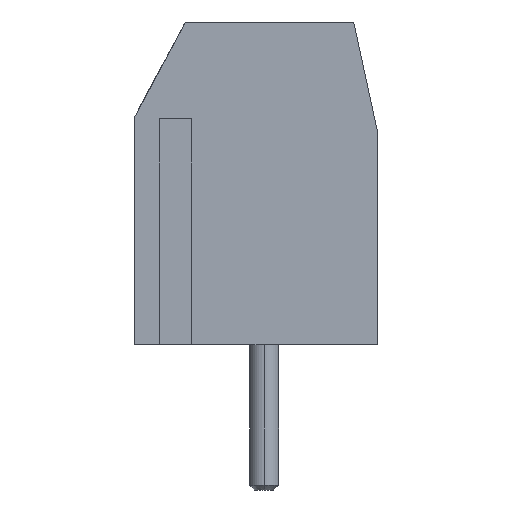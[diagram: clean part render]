
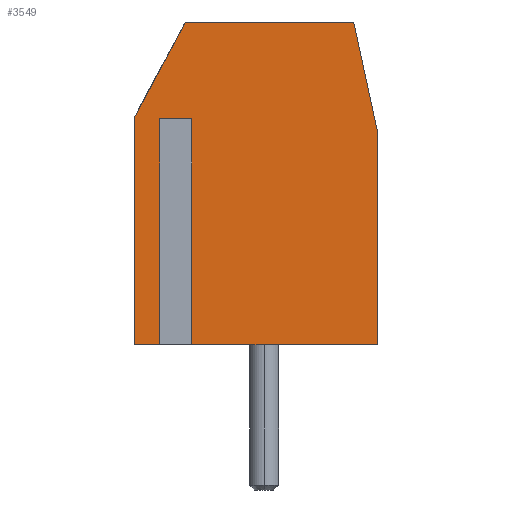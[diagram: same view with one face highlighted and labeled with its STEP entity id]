
A CAD part, left-side view. The second image highlights one B-rep face of the part: STEP entity #3549.
In plain terms, the highlighted planar face has unit normal (-1, 0, 0).
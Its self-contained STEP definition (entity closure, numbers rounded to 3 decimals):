
#14 = CARTESIAN_POINT ( 'NONE',  ( -5., -3.75, 6.659 ) ) ;
#75 = CARTESIAN_POINT ( 'NONE',  ( -5., 2.787, 0. ) ) ;
#104 = VERTEX_POINT ( 'NONE', #4140 ) ;
#119 = EDGE_LOOP ( 'NONE', ( #1809, #2392, #462, #3697 ) ) ;
#299 = LINE ( 'NONE', #2613, #2804 ) ;
#335 = EDGE_CURVE ( 'NONE', #3284, #2186, #2048, .T. ) ;
#462 = ORIENTED_EDGE ( 'NONE', *, *, #1353, .F. ) ;
#585 = DIRECTION ( 'NONE',  ( 0., 1., 0. ) ) ;
#613 = DIRECTION ( 'NONE',  ( 0., 0.211, 0.977 ) ) ;
#623 = EDGE_CURVE ( 'NONE', #104, #3330, #2697, .T. ) ;
#647 = CARTESIAN_POINT ( 'NONE',  ( -5., 2.187, 7. ) ) ;
#659 = FACE_BOUND ( 'NONE', #119, .T. ) ;
#663 = CARTESIAN_POINT ( 'NONE',  ( -5., 3.75, -0.001 ) ) ;
#668 = DIRECTION ( 'NONE',  ( 0., 0., -1. ) ) ;
#686 = DIRECTION ( 'NONE',  ( -1., 0., 0. ) ) ;
#708 = DIRECTION ( 'NONE',  ( 0., 0., 1. ) ) ;
#721 = EDGE_CURVE ( 'NONE', #2186, #2575, #1008, .T. ) ;
#1008 = LINE ( 'NONE', #1379, #4294 ) ;
#1028 = ORIENTED_EDGE ( 'NONE', *, *, #623, .T. ) ;
#1051 = DIRECTION ( 'NONE',  ( 0., 0., -1. ) ) ;
#1087 = LINE ( 'NONE', #647, #2481 ) ;
#1091 = VERTEX_POINT ( 'NONE', #1276 ) ;
#1107 = EDGE_CURVE ( 'NONE', #3330, #3284, #299, .T. ) ;
#1155 = VERTEX_POINT ( 'NONE', #663 ) ;
#1276 = CARTESIAN_POINT ( 'NONE',  ( -5., 2.187, 0. ) ) ;
#1291 = DIRECTION ( 'NONE',  ( 0., 1., 0. ) ) ;
#1309 = EDGE_CURVE ( 'NONE', #2575, #1155, #3386, .T. ) ;
#1315 = DIRECTION ( 'NONE',  ( 0., -1., 0. ) ) ;
#1353 = EDGE_CURVE ( 'NONE', #1892, #3086, #3025, .T. ) ;
#1379 = CARTESIAN_POINT ( 'NONE',  ( -5., 2.187, 10. ) ) ;
#1380 = DIRECTION ( 'NONE',  ( 0., -1., 0. ) ) ;
#1407 = AXIS2_PLACEMENT_3D ( 'NONE', #2660, #686, #2251 ) ;
#1415 = EDGE_CURVE ( 'NONE', #1892, #1823, #1087, .T. ) ;
#1417 = VECTOR ( 'NONE', #1315, 1000. ) ;
#1486 = CARTESIAN_POINT ( 'NONE',  ( -5., -3.75, 0.099 ) ) ;
#1685 = CARTESIAN_POINT ( 'NONE',  ( -5., 2.187, 10. ) ) ;
#1809 = ORIENTED_EDGE ( 'NONE', *, *, #3506, .T. ) ;
#1813 = ORIENTED_EDGE ( 'NONE', *, *, #335, .T. ) ;
#1823 = VERTEX_POINT ( 'NONE', #3802 ) ;
#1860 = DIRECTION ( 'NONE',  ( 0., 0., -1. ) ) ;
#1875 = CARTESIAN_POINT ( 'NONE',  ( -5., 2.787, 7. ) ) ;
#1892 = VERTEX_POINT ( 'NONE', #1875 ) ;
#2044 = EDGE_CURVE ( 'NONE', #3086, #1091, #4664, .T. ) ;
#2048 = LINE ( 'NONE', #4861, #2708 ) ;
#2186 = VERTEX_POINT ( 'NONE', #1685 ) ;
#2251 = DIRECTION ( 'NONE',  ( 0., 0., 1. ) ) ;
#2392 = ORIENTED_EDGE ( 'NONE', *, *, #2044, .F. ) ;
#2481 = VECTOR ( 'NONE', #1380, 1000. ) ;
#2575 = VERTEX_POINT ( 'NONE', #4212 ) ;
#2613 = CARTESIAN_POINT ( 'NONE',  ( -5., -3.028, 10. ) ) ;
#2660 = CARTESIAN_POINT ( 'NONE',  ( -5., 0., 0. ) ) ;
#2697 = LINE ( 'NONE', #1486, #2827 ) ;
#2708 = VECTOR ( 'NONE', #1291, 1000. ) ;
#2800 = VECTOR ( 'NONE', #1051, 1000. ) ;
#2804 = VECTOR ( 'NONE', #613, 1000. ) ;
#2827 = VECTOR ( 'NONE', #708, 1000. ) ;
#3016 = CARTESIAN_POINT ( 'NONE',  ( -5., 2.187, 7. ) ) ;
#3025 = LINE ( 'NONE', #4233, #4776 ) ;
#3045 = CARTESIAN_POINT ( 'NONE',  ( -5., 3.75, 7.083 ) ) ;
#3086 = VERTEX_POINT ( 'NONE', #75 ) ;
#3201 = LINE ( 'NONE', #4095, #3547 ) ;
#3284 = VERTEX_POINT ( 'NONE', #3509 ) ;
#3330 = VERTEX_POINT ( 'NONE', #14 ) ;
#3386 = LINE ( 'NONE', #3045, #4205 ) ;
#3506 = EDGE_CURVE ( 'NONE', #1823, #1091, #4982, .T. ) ;
#3509 = CARTESIAN_POINT ( 'NONE',  ( -5., -3.028, 10. ) ) ;
#3531 = ORIENTED_EDGE ( 'NONE', *, *, #721, .T. ) ;
#3547 = VECTOR ( 'NONE', #585, 1000. ) ;
#3549 = ADVANCED_FACE ( 'NONE', ( #3717, #659 ), #4193, .T. ) ;
#3673 = DIRECTION ( 'NONE',  ( 0., 0.472, -0.881 ) ) ;
#3697 = ORIENTED_EDGE ( 'NONE', *, *, #1415, .T. ) ;
#3717 = FACE_OUTER_BOUND ( 'NONE', #3953, .T. ) ;
#3802 = CARTESIAN_POINT ( 'NONE',  ( -5., 2.187, 7. ) ) ;
#3953 = EDGE_LOOP ( 'NONE', ( #4452, #1028, #5039, #1813, #3531, #4348 ) ) ;
#4095 = CARTESIAN_POINT ( 'NONE',  ( -5., -3.75, -0.001 ) ) ;
#4100 = EDGE_CURVE ( 'NONE', #104, #1155, #3201, .T. ) ;
#4140 = CARTESIAN_POINT ( 'NONE',  ( -5., -3.75, -0.001 ) ) ;
#4193 = PLANE ( 'NONE',  #1407 ) ;
#4205 = VECTOR ( 'NONE', #1860, 1000. ) ;
#4212 = CARTESIAN_POINT ( 'NONE',  ( -5., 3.75, 7.083 ) ) ;
#4233 = CARTESIAN_POINT ( 'NONE',  ( -5., 2.787, 7. ) ) ;
#4294 = VECTOR ( 'NONE', #3673, 1000. ) ;
#4302 = CARTESIAN_POINT ( 'NONE',  ( -5., 2.187, 0. ) ) ;
#4348 = ORIENTED_EDGE ( 'NONE', *, *, #1309, .T. ) ;
#4452 = ORIENTED_EDGE ( 'NONE', *, *, #4100, .F. ) ;
#4664 = LINE ( 'NONE', #4302, #1417 ) ;
#4776 = VECTOR ( 'NONE', #668, 1000. ) ;
#4861 = CARTESIAN_POINT ( 'NONE',  ( -5., -3.028, 10. ) ) ;
#4982 = LINE ( 'NONE', #3016, #2800 ) ;
#5039 = ORIENTED_EDGE ( 'NONE', *, *, #1107, .T. ) ;
